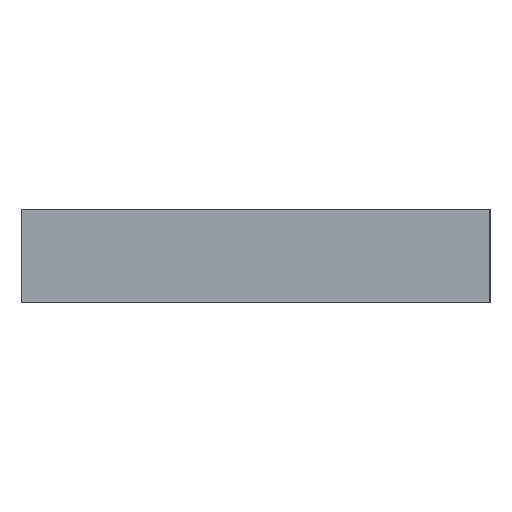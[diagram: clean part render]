
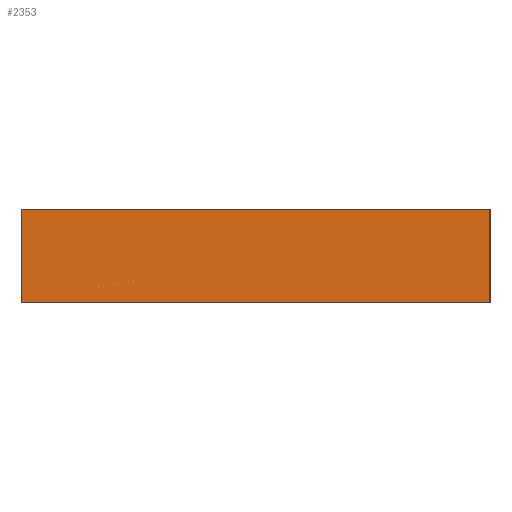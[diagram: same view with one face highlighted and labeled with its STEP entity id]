
A CAD part, left-side view. The second image highlights one B-rep face of the part: STEP entity #2353.
In plain terms, the highlighted planar face has unit normal (-1, 0, 0).
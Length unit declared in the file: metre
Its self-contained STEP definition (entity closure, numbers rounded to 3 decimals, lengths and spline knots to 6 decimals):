
#98=LINE('',#3080,#277);
#160=LINE('',#3573,#339);
#180=LINE('',#3763,#359);
#182=LINE('',#3766,#361);
#277=VECTOR('',#2624,1.);
#339=VECTOR('',#2764,1.);
#359=VECTOR('',#2804,1.);
#361=VECTOR('',#2808,1.);
#852=ORIENTED_EDGE('',*,*,#1536,.T.);
#853=ORIENTED_EDGE('',*,*,#1600,.F.);
#854=ORIENTED_EDGE('',*,*,#1363,.F.);
#855=ORIENTED_EDGE('',*,*,#1598,.T.);
#1363=EDGE_CURVE('',#1737,#1739,#98,.T.);
#1536=EDGE_CURVE('',#1908,#1911,#160,.T.);
#1598=EDGE_CURVE('',#1737,#1908,#180,.T.);
#1600=EDGE_CURVE('',#1739,#1911,#182,.T.);
#1737=VERTEX_POINT('',#3078);
#1739=VERTEX_POINT('',#3081);
#1908=VERTEX_POINT('',#3567);
#1911=VERTEX_POINT('',#3572);
#2040=EDGE_LOOP('',(#852,#853,#854,#855));
#2181=FACE_BOUND('',#2040,.T.);
#2308=PLANE('',#2543);
#2353=ADVANCED_FACE('',(#2181),#2308,.F.);
#2543=AXIS2_PLACEMENT_3D('',#3765,#2806,#2807);
#2624=DIRECTION('',(0.,-1.,0.));
#2764=DIRECTION('',(0.,-1.,0.));
#2804=DIRECTION('',(0.,0.,-1.));
#2806=DIRECTION('',(1.,0.,0.));
#2807=DIRECTION('',(0.,0.,-1.));
#2808=DIRECTION('',(0.,0.,-1.));
#3078=CARTESIAN_POINT('',(-0.049479,0.051645,0.005));
#3080=CARTESIAN_POINT('',(-0.049479,0.039145,0.005));
#3081=CARTESIAN_POINT('',(-0.049479,0.026645,0.005));
#3567=CARTESIAN_POINT('',(-0.049479,0.051645,0.));
#3572=CARTESIAN_POINT('',(-0.049479,0.026645,0.));
#3573=CARTESIAN_POINT('',(-0.049479,0.039145,0.));
#3763=CARTESIAN_POINT('',(-0.049479,0.051645,0.005));
#3765=CARTESIAN_POINT('',(-0.049479,0.039145,0.005));
#3766=CARTESIAN_POINT('',(-0.049479,0.026645,0.005));
